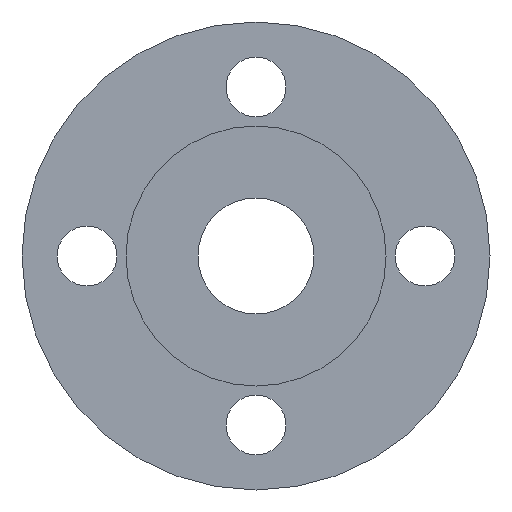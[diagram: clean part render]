
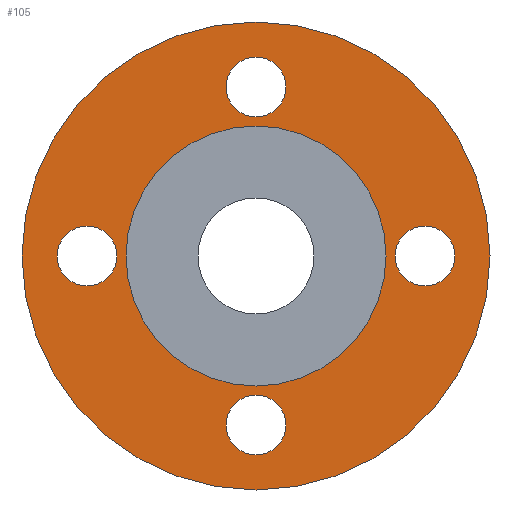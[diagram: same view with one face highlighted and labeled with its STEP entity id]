
A CAD part, front view. The second image highlights one B-rep face of the part: STEP entity #105.
In plain terms, the highlighted planar face has unit normal (0, -1, 0).
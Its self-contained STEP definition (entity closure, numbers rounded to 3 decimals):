
#6 = CARTESIAN_POINT ( 'NONE',  ( 0., 2., 25. ) ) ;
#7 = ORIENTED_EDGE ( 'NONE', *, *, #60, .F. ) ;
#13 = EDGE_CURVE ( 'NONE', #268, #89, #39, .T. ) ;
#19 = ORIENTED_EDGE ( 'NONE', *, *, #251, .F. ) ;
#34 = DIRECTION ( 'NONE',  ( 0., -1., 0. ) ) ;
#39 = CIRCLE ( 'NONE', #746, 45. ) ;
#55 = CARTESIAN_POINT ( 'NONE',  ( 0., 2., 38.25 ) ) ;
#60 = EDGE_CURVE ( 'NONE', #368, #143, #769, .T. ) ;
#63 = CARTESIAN_POINT ( 'NONE',  ( 0., 2., 0. ) ) ;
#64 = DIRECTION ( 'NONE',  ( 0., 1., 0. ) ) ;
#67 = AXIS2_PLACEMENT_3D ( 'NONE', #223, #332, #587 ) ;
#69 = AXIS2_PLACEMENT_3D ( 'NONE', #6, #632, #310 ) ;
#89 = VERTEX_POINT ( 'NONE', #505 ) ;
#96 = EDGE_CURVE ( 'NONE', #274, #404, #213, .T. ) ;
#100 = DIRECTION ( 'NONE',  ( 0., -1., 0. ) ) ;
#105 = ADVANCED_FACE ( 'NONE', ( #253, #636, #386, #445, #320, #135 ), #576, .T. ) ;
#123 = EDGE_CURVE ( 'NONE', #404, #274, #734, .T. ) ;
#128 = CIRCLE ( 'NONE', #208, 5.75 ) ;
#129 = CARTESIAN_POINT ( 'NONE',  ( 0., 2., 0. ) ) ;
#135 = FACE_OUTER_BOUND ( 'NONE', #471, .T. ) ;
#136 = ORIENTED_EDGE ( 'NONE', *, *, #449, .F. ) ;
#139 = CIRCLE ( 'NONE', #414, 45. ) ;
#143 = VERTEX_POINT ( 'NONE', #248 ) ;
#148 = VERTEX_POINT ( 'NONE', #55 ) ;
#166 = CARTESIAN_POINT ( 'NONE',  ( -32.5, 2., -5.75 ) ) ;
#167 = ORIENTED_EDGE ( 'NONE', *, *, #13, .F. ) ;
#170 = CIRCLE ( 'NONE', #694, 5.75 ) ;
#171 = DIRECTION ( 'NONE',  ( 0., -1., 0. ) ) ;
#176 = CARTESIAN_POINT ( 'NONE',  ( 0., 2., 32.5 ) ) ;
#181 = CARTESIAN_POINT ( 'NONE',  ( 32.5, 2., -5.75 ) ) ;
#195 = CARTESIAN_POINT ( 'NONE',  ( -32.5, 2., 0. ) ) ;
#208 = AXIS2_PLACEMENT_3D ( 'NONE', #660, #100, #302 ) ;
#213 = CIRCLE ( 'NONE', #429, 25. ) ;
#223 = CARTESIAN_POINT ( 'NONE',  ( 0., 2., -32.5 ) ) ;
#241 = AXIS2_PLACEMENT_3D ( 'NONE', #129, #559, #801 ) ;
#248 = CARTESIAN_POINT ( 'NONE',  ( -32.5, 2., 5.75 ) ) ;
#251 = EDGE_CURVE ( 'NONE', #89, #268, #139, .T. ) ;
#253 = FACE_BOUND ( 'NONE', #642, .T. ) ;
#264 = VERTEX_POINT ( 'NONE', #532 ) ;
#267 = CARTESIAN_POINT ( 'NONE',  ( 32.5, 2., 0. ) ) ;
#268 = VERTEX_POINT ( 'NONE', #654 ) ;
#270 = EDGE_LOOP ( 'NONE', ( #341, #513 ) ) ;
#273 = EDGE_LOOP ( 'NONE', ( #136, #582 ) ) ;
#274 = VERTEX_POINT ( 'NONE', #291 ) ;
#278 = EDGE_CURVE ( 'NONE', #143, #368, #170, .T. ) ;
#287 = CARTESIAN_POINT ( 'NONE',  ( 0., 2., -25. ) ) ;
#290 = EDGE_LOOP ( 'NONE', ( #7, #362 ) ) ;
#291 = CARTESIAN_POINT ( 'NONE',  ( 0., 2., 25. ) ) ;
#299 = CARTESIAN_POINT ( 'NONE',  ( 0., 2., 26.75 ) ) ;
#302 = DIRECTION ( 'NONE',  ( 0., 0., -1. ) ) ;
#310 = DIRECTION ( 'NONE',  ( 0., 0., -1. ) ) ;
#313 = CIRCLE ( 'NONE', #800, 5.75 ) ;
#320 = FACE_BOUND ( 'NONE', #796, .T. ) ;
#321 = DIRECTION ( 'NONE',  ( 0., 0., 1. ) ) ;
#324 = DIRECTION ( 'NONE',  ( 0., 0., 1. ) ) ;
#332 = DIRECTION ( 'NONE',  ( 0., -1., 0. ) ) ;
#336 = AXIS2_PLACEMENT_3D ( 'NONE', #492, #375, #683 ) ;
#341 = ORIENTED_EDGE ( 'NONE', *, *, #425, .F. ) ;
#342 = DIRECTION ( 'NONE',  ( 0., -1., 0. ) ) ;
#343 = ORIENTED_EDGE ( 'NONE', *, *, #123, .T. ) ;
#348 = CARTESIAN_POINT ( 'NONE',  ( 32.5, 2., 5.75 ) ) ;
#362 = ORIENTED_EDGE ( 'NONE', *, *, #278, .F. ) ;
#368 = VERTEX_POINT ( 'NONE', #166 ) ;
#375 = DIRECTION ( 'NONE',  ( 0., -1., 0. ) ) ;
#380 = CIRCLE ( 'NONE', #336, 5.75 ) ;
#382 = DIRECTION ( 'NONE',  ( 0., 1., 0. ) ) ;
#383 = CARTESIAN_POINT ( 'NONE',  ( 0., 2., 0. ) ) ;
#386 = FACE_BOUND ( 'NONE', #290, .T. ) ;
#397 = VERTEX_POINT ( 'NONE', #299 ) ;
#404 = VERTEX_POINT ( 'NONE', #287 ) ;
#414 = AXIS2_PLACEMENT_3D ( 'NONE', #383, #64, #321 ) ;
#420 = CARTESIAN_POINT ( 'NONE',  ( 0., 2., -26.75 ) ) ;
#425 = EDGE_CURVE ( 'NONE', #264, #579, #380, .T. ) ;
#427 = CIRCLE ( 'NONE', #67, 5.75 ) ;
#429 = AXIS2_PLACEMENT_3D ( 'NONE', #691, #574, #324 ) ;
#445 = FACE_BOUND ( 'NONE', #270, .T. ) ;
#449 = EDGE_CURVE ( 'NONE', #397, #148, #313, .T. ) ;
#451 = VERTEX_POINT ( 'NONE', #181 ) ;
#462 = AXIS2_PLACEMENT_3D ( 'NONE', #267, #534, #776 ) ;
#463 = AXIS2_PLACEMENT_3D ( 'NONE', #195, #749, #681 ) ;
#471 = EDGE_LOOP ( 'NONE', ( #19, #167 ) ) ;
#488 = CIRCLE ( 'NONE', #462, 5.75 ) ;
#492 = CARTESIAN_POINT ( 'NONE',  ( 0., 2., -32.5 ) ) ;
#494 = ORIENTED_EDGE ( 'NONE', *, *, #764, .F. ) ;
#505 = CARTESIAN_POINT ( 'NONE',  ( 0., 2., 45. ) ) ;
#509 = DIRECTION ( 'NONE',  ( 0., 0., 1. ) ) ;
#513 = ORIENTED_EDGE ( 'NONE', *, *, #754, .F. ) ;
#522 = CARTESIAN_POINT ( 'NONE',  ( 0., 2., 32.5 ) ) ;
#529 = DIRECTION ( 'NONE',  ( 0., 0., -1. ) ) ;
#532 = CARTESIAN_POINT ( 'NONE',  ( 0., 2., -38.25 ) ) ;
#534 = DIRECTION ( 'NONE',  ( 0., -1., 0. ) ) ;
#535 = EDGE_CURVE ( 'NONE', #451, #677, #128, .T. ) ;
#552 = DIRECTION ( 'NONE',  ( 0., 0., -1. ) ) ;
#559 = DIRECTION ( 'NONE',  ( 0., 1., 0. ) ) ;
#574 = DIRECTION ( 'NONE',  ( 0., 1., 0. ) ) ;
#576 = PLANE ( 'NONE',  #69 ) ;
#579 = VERTEX_POINT ( 'NONE', #420 ) ;
#582 = ORIENTED_EDGE ( 'NONE', *, *, #760, .F. ) ;
#586 = ORIENTED_EDGE ( 'NONE', *, *, #96, .T. ) ;
#587 = DIRECTION ( 'NONE',  ( 0., 0., -1. ) ) ;
#594 = AXIS2_PLACEMENT_3D ( 'NONE', #522, #342, #529 ) ;
#603 = DIRECTION ( 'NONE',  ( 0., 0., -1. ) ) ;
#632 = DIRECTION ( 'NONE',  ( 0., -1., 0. ) ) ;
#633 = CIRCLE ( 'NONE', #594, 5.75 ) ;
#636 = FACE_BOUND ( 'NONE', #273, .T. ) ;
#642 = EDGE_LOOP ( 'NONE', ( #673, #494 ) ) ;
#654 = CARTESIAN_POINT ( 'NONE',  ( 0., 2., -45. ) ) ;
#660 = CARTESIAN_POINT ( 'NONE',  ( 32.5, 2., 0. ) ) ;
#673 = ORIENTED_EDGE ( 'NONE', *, *, #535, .F. ) ;
#677 = VERTEX_POINT ( 'NONE', #348 ) ;
#681 = DIRECTION ( 'NONE',  ( 0., 0., -1. ) ) ;
#683 = DIRECTION ( 'NONE',  ( 0., 0., -1. ) ) ;
#691 = CARTESIAN_POINT ( 'NONE',  ( 0., 2., 0. ) ) ;
#694 = AXIS2_PLACEMENT_3D ( 'NONE', #775, #34, #603 ) ;
#734 = CIRCLE ( 'NONE', #241, 25. ) ;
#746 = AXIS2_PLACEMENT_3D ( 'NONE', #63, #382, #509 ) ;
#749 = DIRECTION ( 'NONE',  ( 0., -1., 0. ) ) ;
#754 = EDGE_CURVE ( 'NONE', #579, #264, #427, .T. ) ;
#760 = EDGE_CURVE ( 'NONE', #148, #397, #633, .T. ) ;
#764 = EDGE_CURVE ( 'NONE', #677, #451, #488, .T. ) ;
#769 = CIRCLE ( 'NONE', #463, 5.75 ) ;
#775 = CARTESIAN_POINT ( 'NONE',  ( -32.5, 2., 0. ) ) ;
#776 = DIRECTION ( 'NONE',  ( 0., 0., -1. ) ) ;
#796 = EDGE_LOOP ( 'NONE', ( #586, #343 ) ) ;
#800 = AXIS2_PLACEMENT_3D ( 'NONE', #176, #171, #552 ) ;
#801 = DIRECTION ( 'NONE',  ( 0., 0., 1. ) ) ;
